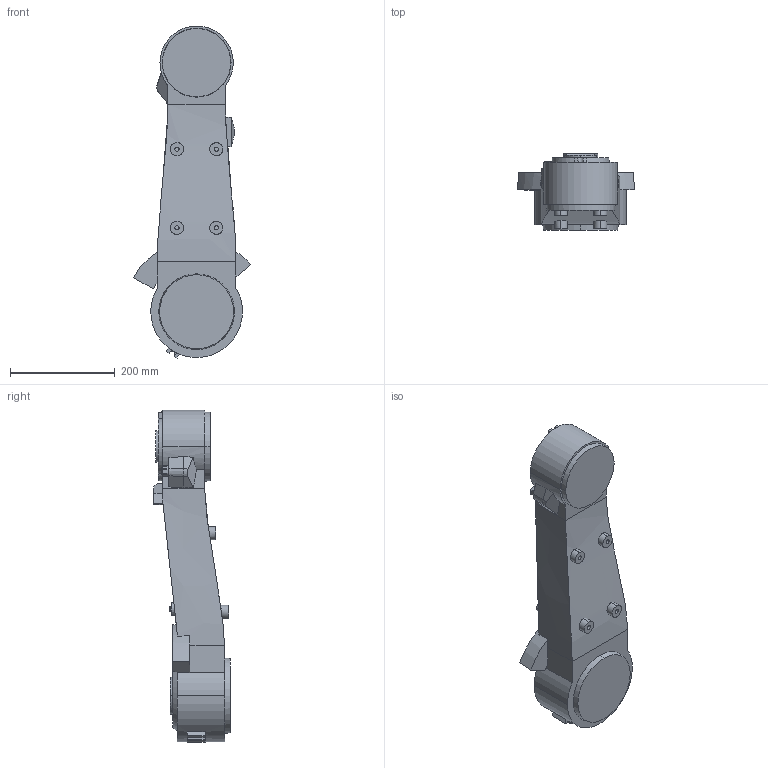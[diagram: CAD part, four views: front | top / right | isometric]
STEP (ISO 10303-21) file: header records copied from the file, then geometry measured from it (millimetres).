
FILE_DESCRIPTION (( 'STEP AP203' ), '1' );
FILE_NAME ('IRB1600_X-120_IRC5_rev1_LINK2.STEP', '2017-07-12T06:31:33', ( 'ABB' ), ( 'ABB' ), 'SwSTEP 2.0', 'SolidWorks 2016', '' );
FILE_SCHEMA (( 'CONFIG_CONTROL_DESIGN' ));
Length unit declared in the file: millimetre
Products named in the file (1): IRB1600_X-120_IRC5_rev1_LINK2
Bounding box: 223.34 x 146 x 633.2 mm (x, y, z)
Volume: 7968545.1 mm3; surface area: 332992.5 mm2
Topology: 1 solids, 1 shells, 147 faces, 367 edges, 242 vertices
Faces by surface type: plane 71, cylinder 44, cone 25, bspline 7
Entity records: 5439 total; most frequent: CARTESIAN_POINT 1907, ORIENTED_EDGE 734, DIRECTION 691, EDGE_CURVE 367, AXIS2_PLACEMENT_3D 256, VERTEX_POINT 242, VECTOR 179, LINE 179
